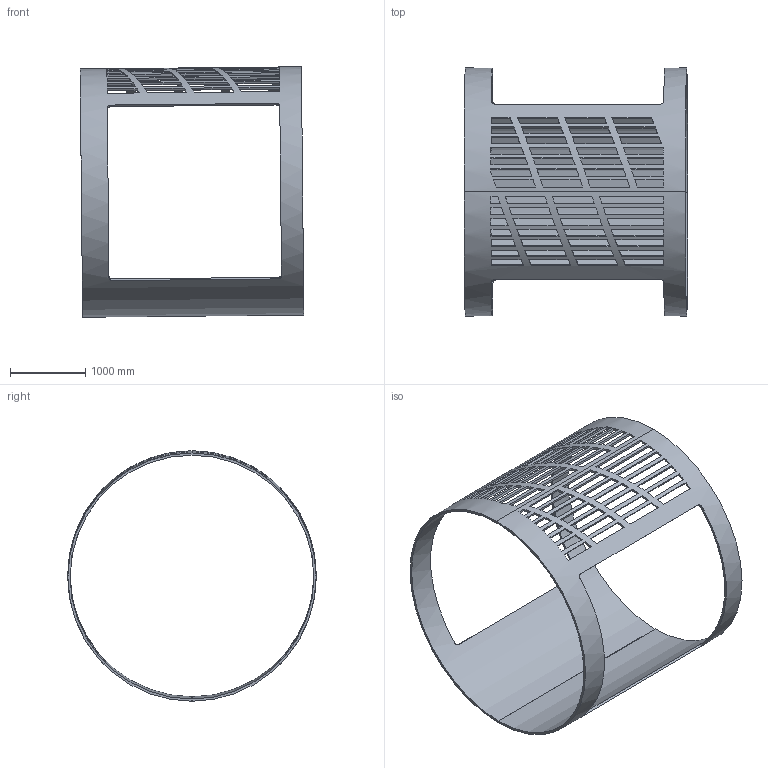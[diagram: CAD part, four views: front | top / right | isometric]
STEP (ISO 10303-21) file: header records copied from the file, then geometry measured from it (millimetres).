
FILE_DESCRIPTION(('CoCreate Modeling STEP Export'),'2;1');
FILE_NAME('s9.stp','2011-05-24T10:36:06',(''),(''),'CoCreate Modeling STEP processor for AP214 (Solid Model)','CoCreate Modeling 18.0P1120 20-Nov-2010 (C) Parametric Technology GmbH','');
FILE_SCHEMA(('AUTOMOTIVE_DESIGN { 1 0 10303 214 1 1 1 1 }'));
Length unit declared in the file: millimetre
Products named in the file (2): 205_SHELL-5730.PRT
Assembly tree (1 placements, depth 2):
  205_SHELL-5730.PRT
    205_SHELL-5730.PRT
Bounding box: 2982.95 x 3310 x 3339.34 mm (x, y, z)
Volume: 474165589.3 mm3; surface area: 34993679.3 mm2
Topology: 1 solids, 1 shells, 250 faces, 744 edges, 496 vertices
Faces by surface type: plane 148, bspline 90, cylinder 12
Entity records: 11869 total; most frequent: CARTESIAN_POINT 2950, ORIENTED_EDGE 1488, DIRECTION 1288, EDGE_CURVE 744, VERTEX_POINT 496, VECTOR 484, LINE 484, AXIS2_PLACEMENT_3D 402
